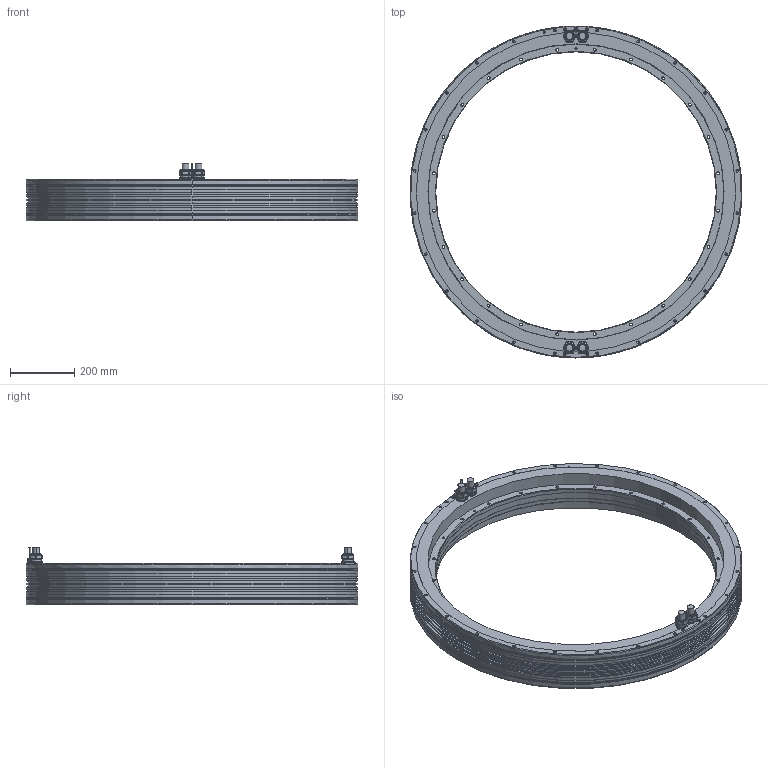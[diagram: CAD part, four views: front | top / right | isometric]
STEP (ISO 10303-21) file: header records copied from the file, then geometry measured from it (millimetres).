
FILE_DESCRIPTION((''),'2;1');
FILE_NAME('PRT0001','2016-06-01T',('ch5533'),(''),'PRO/ENGINEER BY PARAMETRIC TECHNOLOGY CORPORATION, 2014000','PRO/ENGINEER BY PARAMETRIC TECHNOLOGY CORPORATION, 2014000','');
FILE_SCHEMA(('CONFIG_CONTROL_DESIGN'));
Length unit declared in the file: millimetre
Products named in the file (1): PRT0001
Bounding box: 1030 x 1030 x 179.7 mm (x, y, z)
Volume: 24860841.5 mm3; surface area: 1892436.1 mm2
Topology: 4 solids, 23 shells, 929 faces, 2289 edges, 1396 vertices
Faces by surface type: cylinder 437, plane 194, cone 188, torus 94, sphere 8, revolution 8
Entity records: 34153 total; most frequent: CARTESIAN_POINT 5610, DIRECTION 5227, ORIENTED_EDGE 4374, AXIS2_PLACEMENT_3D 2201, EDGE_CURVE 2187, VERTEX_POINT 1396, CIRCLE 1280, EDGE_LOOP 1107
